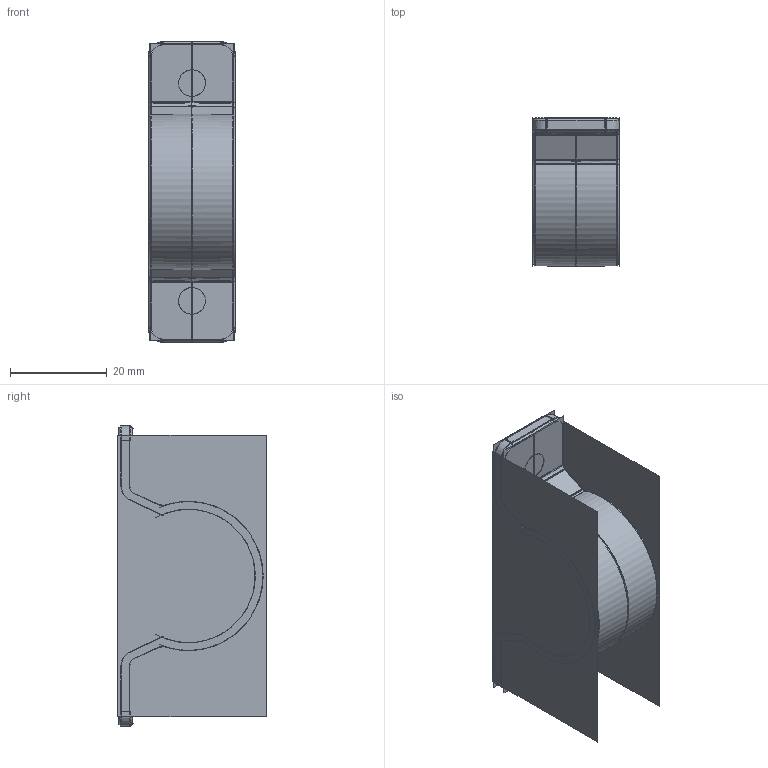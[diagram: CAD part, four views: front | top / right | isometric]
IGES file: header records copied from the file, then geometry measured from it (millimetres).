
Start section:  PTC IGES file: 186360.igs
Global section: file name: 186360.igs; native system: Creo Parametric by Parametric Technology Corporation; preprocessor: 2016010; author: pdmadmin; organization: Unknown; date: 20160812.094429; units: millimetre
Bounding box: 18.13 x 30.75 x 62.13 mm (x, y, z)
Volume: 4971.6 mm3; surface area: 20305.2 mm2
Topology: 1 solids, 1 shells, 176 faces, 804 edges, 966 vertices
Faces by surface type: bspline 128, revolution 48
